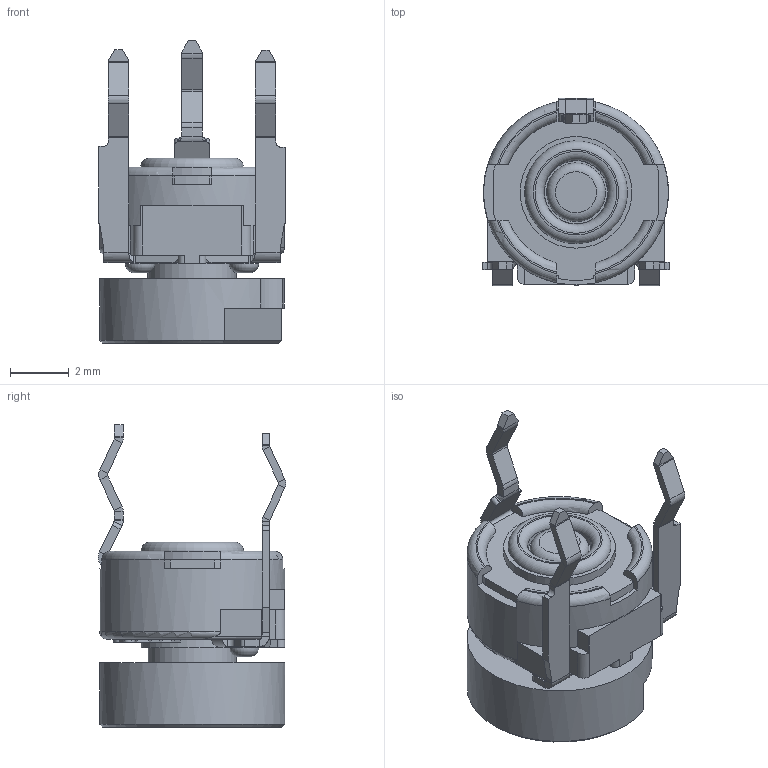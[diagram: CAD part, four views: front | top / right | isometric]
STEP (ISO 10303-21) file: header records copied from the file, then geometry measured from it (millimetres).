
FILE_DESCRIPTION (( 'STEP AP203' ), '1' );
FILE_NAME ('11729-01.STEP', '2021-02-09T11:45:21', ( '' ), ( '' ), 'SwSTEP 2.0', 'SolidWorks 2018', '' );
FILE_SCHEMA (( 'CONFIG_CONTROL_DESIGN' ));
Length unit declared in the file: millimetre
Products named in the file (7): 11729-01-TERMINAL DERECHO_Predeterminada; 11729-01; 11729-01-PORTACURSOR_Predeterminada; 11729-01-CARCASA_Predeterminada; 11729-01-TERMINAL IZQUIERDO_Predeterminada; 11729-01-COLECTOR_Predeterminada; 11729-01-BOTON_Predeterminada
Assembly tree (6 placements, depth 2):
  11729-01
    11729-01-CARCASA_Predeterminada
    11729-01-COLECTOR_Predeterminada
    11729-01-PORTACURSOR_Predeterminada
    11729-01-TERMINAL IZQUIERDO_Predeterminada
    11729-01-TERMINAL DERECHO_Predeterminada
    11729-01-BOTON_Predeterminada
Bounding box: 6.35 x 6.38 x 10.3 mm (x, y, z)
Volume: 133 mm3; surface area: 517.1 mm2
Topology: 6 solids, 6 shells, 515 faces, 1315 edges, 834 vertices
Faces by surface type: plane 332, cylinder 110, bspline 44, torus 19, cone 10
Full cylindrical faces by diameter (mm): 0.65 x2, 0.7 x2, 2.45 x1, 2.5 x1, 2.9 x1, 3 x2, 3.6 x1, 3.8 x1, 5.5 x1, 6.3 x1
Entity records: 18069 total; most frequent: CARTESIAN_POINT 5191, ORIENTED_EDGE 2578, DIRECTION 2368, EDGE_CURVE 1289, LINE 856, VECTOR 856, VERTEX_POINT 829, AXIS2_PLACEMENT_3D 756
